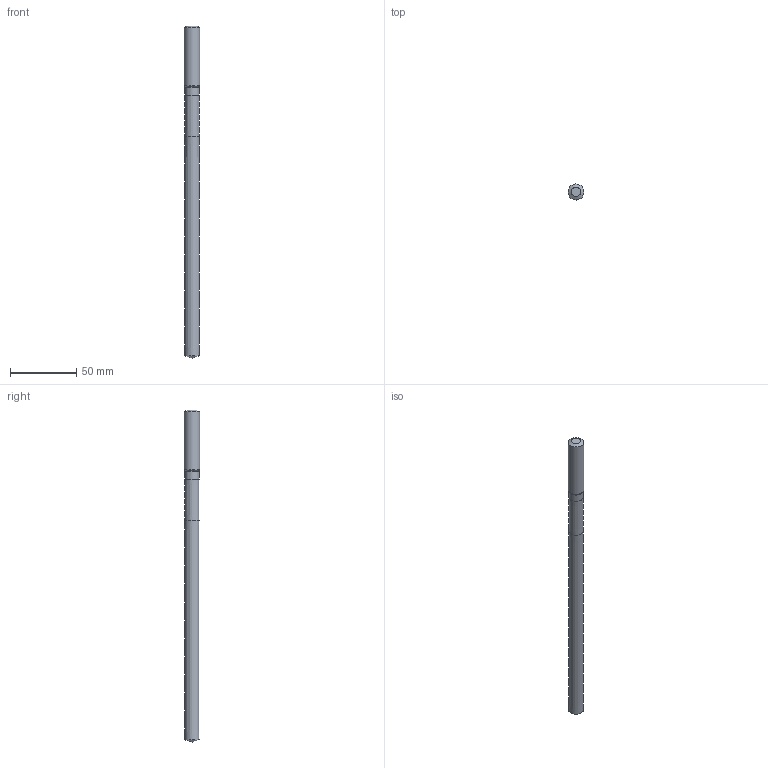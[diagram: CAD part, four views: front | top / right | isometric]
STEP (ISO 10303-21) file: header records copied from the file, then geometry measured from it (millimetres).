
FILE_DESCRIPTION(/* description */ (''),/* implementation_level */ '2;1');
FILE_NAME(/* name */ '7111_1_3d.stp',/* time_stamp */ '2019-07-12T00:29:45+02:00',/* author */ (''),/* organization */ ('SMS'),/* preprocessor_version */ 'ST-DEVELOPER v16.7',/* originating_system */ 'SIEMENS PLM Software NX 12.0',/* authorisation */ '');
FILE_SCHEMA (('AUTOMOTIVE_DESIGN { 1 0 10303 214 3 1 1 1 }'));
Length unit declared in the file: millimetre
Products named in the file (1): 7111_1_3D
Bounding box: 12 x 12 x 250 mm (x, y, z)
Volume: 23970.4 mm3; surface area: 9000.2 mm2
Topology: 2 solids, 2 shells, 11 faces, 22 edges, 16 vertices
Faces by surface type: cone 4, plane 3, cylinder 2, torus 2
Full cylindrical faces by diameter (mm): 10.755 x1, 12 x1
Entity records: 298 total; most frequent: CARTESIAN_POINT 49, DIRECTION 48, AXIS2_PLACEMENT_3D 24, EDGE_LOOP 18, ORIENTED_EDGE 18, FACE_BOUND 16, ADVANCED_FACE 11, VERTEX_POINT 10
